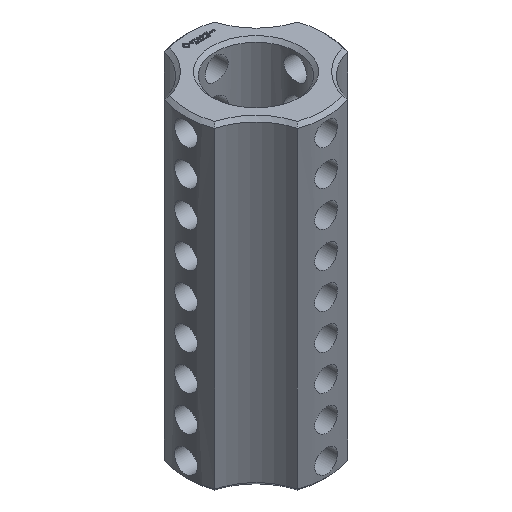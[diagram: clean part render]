
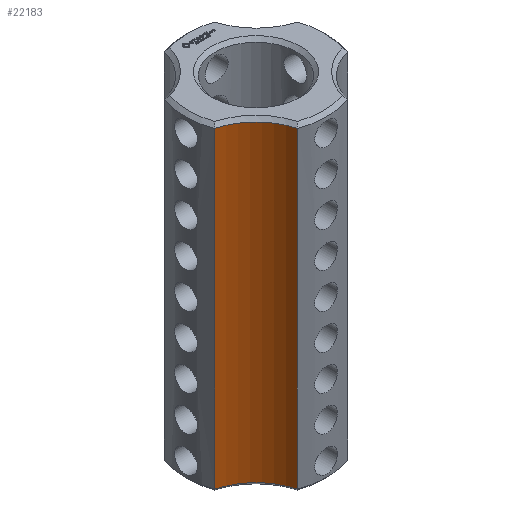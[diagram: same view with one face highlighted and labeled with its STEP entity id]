
A CAD part, isometric view. The second image highlights one B-rep face of the part: STEP entity #22183.
In plain terms, the highlighted cylindrical face has radius 5 mm (diameter 10 mm), a partial arc.
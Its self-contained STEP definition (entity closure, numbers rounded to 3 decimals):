
#2088 = CYLINDRICAL_SURFACE('',#2089,6.25);
#2089 = AXIS2_PLACEMENT_3D('',#2090,#2091,#2092);
#2090 = CARTESIAN_POINT('',(0.,0.,0.));
#2091 = DIRECTION('',(-0.,-0.,-1.));
#2092 = DIRECTION('',(1.,0.,0.));
#4617 = EDGE_CURVE('',#4618,#4620,#4622,.T.);
#4618 = VERTEX_POINT('',#4619);
#4619 = CARTESIAN_POINT('',(-2.225,-5.841,0.3));
#4620 = VERTEX_POINT('',#4621);
#4621 = CARTESIAN_POINT('',(-2.225,-5.841,27.825));
#4622 = SURFACE_CURVE('',#4623,(#4627,#4634),.PCURVE_S1.);
#4623 = LINE('',#4624,#4625);
#4624 = CARTESIAN_POINT('',(-2.225,-5.841,0.));
#4625 = VECTOR('',#4626,1.);
#4626 = DIRECTION('',(0.,0.,1.));
#4627 = PCURVE('',#2088,#4628);
#4628 = DEFINITIONAL_REPRESENTATION('',(#4629),#4633);
#4629 = LINE('',#4630,#4631);
#4630 = CARTESIAN_POINT('',(-4.348,0.));
#4631 = VECTOR('',#4632,1.);
#4632 = DIRECTION('',(-0.,-1.));
#4633 = ( GEOMETRIC_REPRESENTATION_CONTEXT(2) 
PARAMETRIC_REPRESENTATION_CONTEXT() REPRESENTATION_CONTEXT('2D SPACE',''
  ) );
#4634 = PCURVE('',#4635,#4640);
#4635 = CYLINDRICAL_SURFACE('',#4636,5.);
#4636 = AXIS2_PLACEMENT_3D('',#4637,#4638,#4639);
#4637 = CARTESIAN_POINT('',(-7.071,-7.071,0.));
#4638 = DIRECTION('',(-0.,-0.,-1.));
#4639 = DIRECTION('',(1.,0.,0.));
#4640 = DEFINITIONAL_REPRESENTATION('',(#4641),#4645);
#4641 = LINE('',#4642,#4643);
#4642 = CARTESIAN_POINT('',(-0.249,0.));
#4643 = VECTOR('',#4644,1.);
#4644 = DIRECTION('',(-0.,-1.));
#4645 = ( GEOMETRIC_REPRESENTATION_CONTEXT(2) 
PARAMETRIC_REPRESENTATION_CONTEXT() REPRESENTATION_CONTEXT('2D SPACE',''
  ) );
#6222 = CONICAL_SURFACE('',#6223,5.,0.785);
#6223 = AXIS2_PLACEMENT_3D('',#6224,#6225,#6226);
#6224 = CARTESIAN_POINT('',(-7.071,-7.071,0.3));
#6225 = DIRECTION('',(-0.,-0.,-1.));
#6226 = DIRECTION('',(0.969,0.246,0.));
#6454 = CONICAL_SURFACE('',#6455,5.,0.785);
#6455 = AXIS2_PLACEMENT_3D('',#6456,#6457,#6458);
#6456 = CARTESIAN_POINT('',(-7.071,-7.071,27.825));
#6457 = DIRECTION('',(0.,0.,1.));
#6458 = DIRECTION('',(0.969,0.246,0.));
#22183 = ADVANCED_FACE('',(#22184),#4635,.F.);
#22184 = FACE_BOUND('',#22185,.T.);
#22185 = EDGE_LOOP('',(#22186,#22187,#22211,#22239));
#22186 = ORIENTED_EDGE('',*,*,#4617,.T.);
#22187 = ORIENTED_EDGE('',*,*,#22188,.T.);
#22188 = EDGE_CURVE('',#4620,#22189,#22191,.T.);
#22189 = VERTEX_POINT('',#22190);
#22190 = CARTESIAN_POINT('',(-5.841,-2.225,27.825));
#22191 = SURFACE_CURVE('',#22192,(#22197,#22204),.PCURVE_S1.);
#22192 = CIRCLE('',#22193,5.);
#22193 = AXIS2_PLACEMENT_3D('',#22194,#22195,#22196);
#22194 = CARTESIAN_POINT('',(-7.071,-7.071,27.825));
#22195 = DIRECTION('',(0.,-0.,1.));
#22196 = DIRECTION('',(0.969,0.246,0.));
#22197 = PCURVE('',#4635,#22198);
#22198 = DEFINITIONAL_REPRESENTATION('',(#22199),#22203);
#22199 = LINE('',#22200,#22201);
#22200 = CARTESIAN_POINT('',(-0.249,-27.825));
#22201 = VECTOR('',#22202,1.);
#22202 = DIRECTION('',(-1.,0.));
#22203 = ( GEOMETRIC_REPRESENTATION_CONTEXT(2) 
PARAMETRIC_REPRESENTATION_CONTEXT() REPRESENTATION_CONTEXT('2D SPACE',''
  ) );
#22204 = PCURVE('',#6454,#22205);
#22205 = DEFINITIONAL_REPRESENTATION('',(#22206),#22210);
#22206 = LINE('',#22207,#22208);
#22207 = CARTESIAN_POINT('',(0.,0.));
#22208 = VECTOR('',#22209,1.);
#22209 = DIRECTION('',(1.,0.));
#22210 = ( GEOMETRIC_REPRESENTATION_CONTEXT(2) 
PARAMETRIC_REPRESENTATION_CONTEXT() REPRESENTATION_CONTEXT('2D SPACE',''
  ) );
#22211 = ORIENTED_EDGE('',*,*,#22212,.F.);
#22212 = EDGE_CURVE('',#22213,#22189,#22215,.T.);
#22213 = VERTEX_POINT('',#22214);
#22214 = CARTESIAN_POINT('',(-5.841,-2.225,0.3));
#22215 = SURFACE_CURVE('',#22216,(#22220,#22227),.PCURVE_S1.);
#22216 = LINE('',#22217,#22218);
#22217 = CARTESIAN_POINT('',(-5.841,-2.225,0.));
#22218 = VECTOR('',#22219,1.);
#22219 = DIRECTION('',(0.,0.,1.));
#22220 = PCURVE('',#4635,#22221);
#22221 = DEFINITIONAL_REPRESENTATION('',(#22222),#22226);
#22222 = LINE('',#22223,#22224);
#22223 = CARTESIAN_POINT('',(-1.322,0.));
#22224 = VECTOR('',#22225,1.);
#22225 = DIRECTION('',(-0.,-1.));
#22226 = ( GEOMETRIC_REPRESENTATION_CONTEXT(2) 
PARAMETRIC_REPRESENTATION_CONTEXT() REPRESENTATION_CONTEXT('2D SPACE',''
  ) );
#22227 = PCURVE('',#22228,#22233);
#22228 = CYLINDRICAL_SURFACE('',#22229,6.25);
#22229 = AXIS2_PLACEMENT_3D('',#22230,#22231,#22232);
#22230 = CARTESIAN_POINT('',(0.,0.,0.));
#22231 = DIRECTION('',(-0.,-0.,-1.));
#22232 = DIRECTION('',(1.,0.,0.));
#22233 = DEFINITIONAL_REPRESENTATION('',(#22234),#22238);
#22234 = LINE('',#22235,#22236);
#22235 = CARTESIAN_POINT('',(-3.506,0.));
#22236 = VECTOR('',#22237,1.);
#22237 = DIRECTION('',(-0.,-1.));
#22238 = ( GEOMETRIC_REPRESENTATION_CONTEXT(2) 
PARAMETRIC_REPRESENTATION_CONTEXT() REPRESENTATION_CONTEXT('2D SPACE',''
  ) );
#22239 = ORIENTED_EDGE('',*,*,#22240,.F.);
#22240 = EDGE_CURVE('',#4618,#22213,#22241,.T.);
#22241 = SURFACE_CURVE('',#22242,(#22247,#22254),.PCURVE_S1.);
#22242 = CIRCLE('',#22243,5.);
#22243 = AXIS2_PLACEMENT_3D('',#22244,#22245,#22246);
#22244 = CARTESIAN_POINT('',(-7.071,-7.071,0.3));
#22245 = DIRECTION('',(0.,-0.,1.));
#22246 = DIRECTION('',(0.969,0.246,0.));
#22247 = PCURVE('',#4635,#22248);
#22248 = DEFINITIONAL_REPRESENTATION('',(#22249),#22253);
#22249 = LINE('',#22250,#22251);
#22250 = CARTESIAN_POINT('',(-0.249,-0.3));
#22251 = VECTOR('',#22252,1.);
#22252 = DIRECTION('',(-1.,0.));
#22253 = ( GEOMETRIC_REPRESENTATION_CONTEXT(2) 
PARAMETRIC_REPRESENTATION_CONTEXT() REPRESENTATION_CONTEXT('2D SPACE',''
  ) );
#22254 = PCURVE('',#6222,#22255);
#22255 = DEFINITIONAL_REPRESENTATION('',(#22256),#22260);
#22256 = LINE('',#22257,#22258);
#22257 = CARTESIAN_POINT('',(-0.,0.));
#22258 = VECTOR('',#22259,1.);
#22259 = DIRECTION('',(-1.,0.));
#22260 = ( GEOMETRIC_REPRESENTATION_CONTEXT(2) 
PARAMETRIC_REPRESENTATION_CONTEXT() REPRESENTATION_CONTEXT('2D SPACE',''
  ) );
